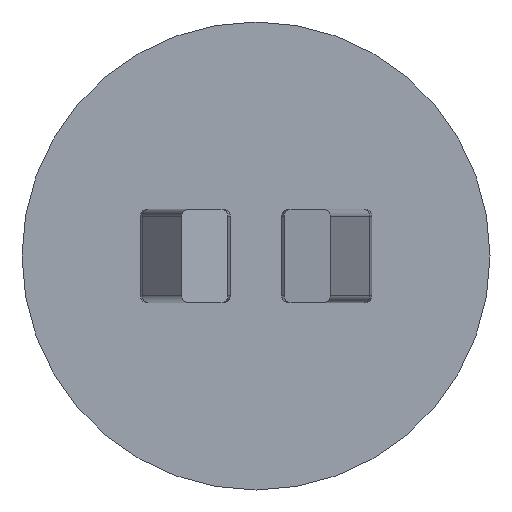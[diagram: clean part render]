
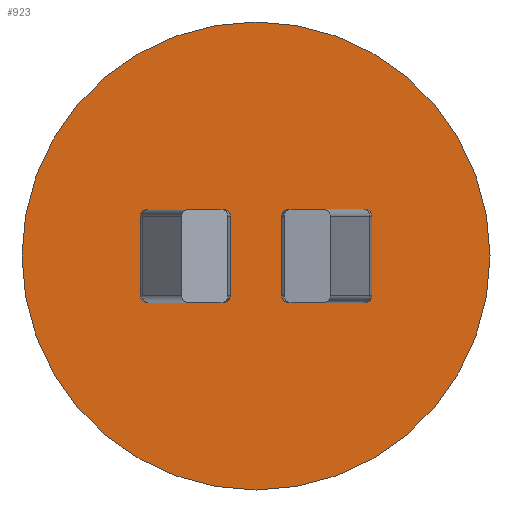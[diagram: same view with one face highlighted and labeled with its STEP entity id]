
A CAD part, front view. The second image highlights one B-rep face of the part: STEP entity #923.
In plain terms, the highlighted planar face has unit normal (0, -1, 0).
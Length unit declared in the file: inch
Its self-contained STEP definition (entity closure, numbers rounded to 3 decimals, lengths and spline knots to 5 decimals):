
#112 = PLANE ( 'NONE',  #3729 ) ;
#205 = EDGE_CURVE ( 'NONE', #1481, #3727, #318, .T. ) ;
#318 = CIRCLE ( 'NONE', #4182, 0.05 ) ;
#319 = CARTESIAN_POINT ( 'NONE',  ( 0., 0., 0.05 ) ) ;
#359 = DIRECTION ( 'NONE',  ( 1., 0., 0. ) ) ;
#632 = AXIS2_PLACEMENT_3D ( 'NONE', #904, #3949, #4032 ) ;
#742 = CARTESIAN_POINT ( 'NONE',  ( 0., 0., -0.05 ) ) ;
#868 = ORIENTED_EDGE ( 'NONE', *, *, #2336, .F. ) ;
#904 = CARTESIAN_POINT ( 'NONE',  ( 0., 0., 0. ) ) ;
#922 = CIRCLE ( 'NONE', #632, 0.05 ) ;
#923 = ADVANCED_FACE ( 'NONE', ( #1105 ), #112, .F. ) ;
#1036 = CARTESIAN_POINT ( 'NONE',  ( 0., 0., 0. ) ) ;
#1105 = FACE_OUTER_BOUND ( 'NONE', #3922, .T. ) ;
#1481 = VERTEX_POINT ( 'NONE', #742 ) ;
#1487 = ORIENTED_EDGE ( 'NONE', *, *, #205, .F. ) ;
#1539 = DIRECTION ( 'NONE',  ( 0., 0., 1. ) ) ;
#1760 = CARTESIAN_POINT ( 'NONE',  ( 0., 0., 0. ) ) ;
#2336 = EDGE_CURVE ( 'NONE', #3727, #1481, #922, .T. ) ;
#3727 = VERTEX_POINT ( 'NONE', #319 ) ;
#3729 = AXIS2_PLACEMENT_3D ( 'NONE', #1036, #3781, #359 ) ;
#3781 = DIRECTION ( 'NONE',  ( 0., 1., 0. ) ) ;
#3922 = EDGE_LOOP ( 'NONE', ( #1487, #868 ) ) ;
#3949 = DIRECTION ( 'NONE',  ( 0., 1., 0. ) ) ;
#4032 = DIRECTION ( 'NONE',  ( 0., 0., 1. ) ) ;
#4159 = DIRECTION ( 'NONE',  ( 0., 1., 0. ) ) ;
#4182 = AXIS2_PLACEMENT_3D ( 'NONE', #1760, #4159, #1539 ) ;
